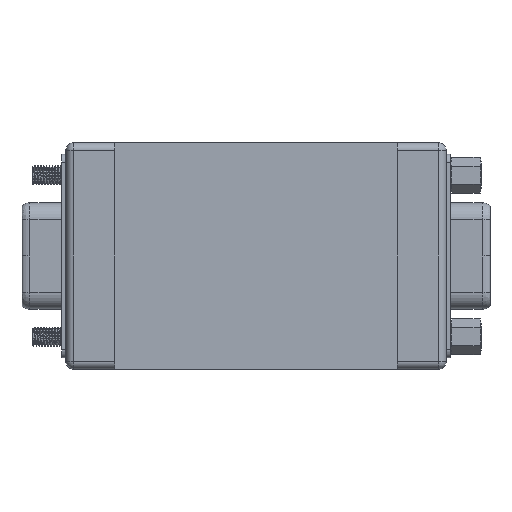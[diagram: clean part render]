
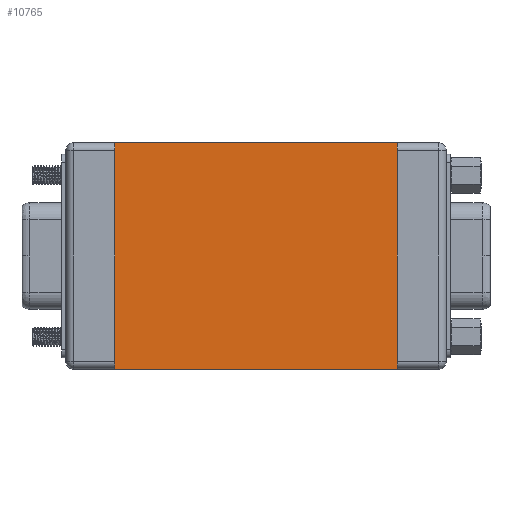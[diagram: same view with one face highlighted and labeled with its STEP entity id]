
A CAD part, front view. The second image highlights one B-rep face of the part: STEP entity #10765.
In plain terms, the highlighted planar face has unit normal (0, -1, 0).
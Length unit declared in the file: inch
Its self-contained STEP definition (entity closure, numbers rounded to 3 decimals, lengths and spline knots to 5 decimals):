
#927 = EDGE_LOOP ( 'NONE', ( #18673, #1877, #12464, #14614 ) ) ;
#1855 = DIRECTION ( 'NONE',  ( 0., 1., 0. ) ) ;
#1877 = ORIENTED_EDGE ( 'NONE', *, *, #5133, .F. ) ;
#2342 = EDGE_CURVE ( 'NONE', #5165, #30121, #6350, .T. ) ;
#2584 = VECTOR ( 'NONE', #16823, 39.37008 ) ;
#5133 = EDGE_CURVE ( 'NONE', #15537, #27279, #26893, .T. ) ;
#5165 = VERTEX_POINT ( 'NONE', #29661 ) ;
#6350 = LINE ( 'NONE', #21558, #23528 ) ;
#7492 = CARTESIAN_POINT ( 'NONE',  ( -0.85866, 0.3175, 1.35807 ) ) ;
#9274 = DIRECTION ( 'NONE',  ( 0., 0., 1. ) ) ;
#9438 = CARTESIAN_POINT ( 'NONE',  ( -0.85866, 0.3175, 1.35807 ) ) ;
#9579 = CARTESIAN_POINT ( 'NONE',  ( 0.85866, 0.3175, 1.35807 ) ) ;
#10765 = ADVANCED_FACE ( 'NONE', ( #27281 ), #31509, .F. ) ;
#12464 = ORIENTED_EDGE ( 'NONE', *, *, #15812, .T. ) ;
#13074 = VECTOR ( 'NONE', #29401, 39.37008 ) ;
#13602 = CARTESIAN_POINT ( 'NONE',  ( 0.85866, 0.3175, 0.69 ) ) ;
#14095 = DIRECTION ( 'NONE',  ( -1., 0., 0. ) ) ;
#14614 = ORIENTED_EDGE ( 'NONE', *, *, #2342, .F. ) ;
#15537 = VERTEX_POINT ( 'NONE', #31408 ) ;
#15812 = EDGE_CURVE ( 'NONE', #15537, #30121, #17434, .T. ) ;
#16823 = DIRECTION ( 'NONE',  ( 1., 0., 0. ) ) ;
#17434 = LINE ( 'NONE', #9438, #13074 ) ;
#18673 = ORIENTED_EDGE ( 'NONE', *, *, #27073, .F. ) ;
#21558 = CARTESIAN_POINT ( 'NONE',  ( 0., 0.3175, -0.69 ) ) ;
#21858 = CARTESIAN_POINT ( 'NONE',  ( 0., 0.3175, 0.69 ) ) ;
#22067 = LINE ( 'NONE', #9579, #26318 ) ;
#23528 = VECTOR ( 'NONE', #14095, 39.37008 ) ;
#26161 = CARTESIAN_POINT ( 'NONE',  ( -0.85866, 0.3175, -0.69 ) ) ;
#26318 = VECTOR ( 'NONE', #31988, 39.37008 ) ;
#26893 = LINE ( 'NONE', #21858, #2584 ) ;
#27073 = EDGE_CURVE ( 'NONE', #27279, #5165, #22067, .T. ) ;
#27279 = VERTEX_POINT ( 'NONE', #13602 ) ;
#27281 = FACE_OUTER_BOUND ( 'NONE', #927, .T. ) ;
#29401 = DIRECTION ( 'NONE',  ( 0., 0., -1. ) ) ;
#29661 = CARTESIAN_POINT ( 'NONE',  ( 0.85866, 0.3175, -0.69 ) ) ;
#30121 = VERTEX_POINT ( 'NONE', #26161 ) ;
#31408 = CARTESIAN_POINT ( 'NONE',  ( -0.85866, 0.3175, 0.69 ) ) ;
#31509 = PLANE ( 'NONE',  #31950 ) ;
#31950 = AXIS2_PLACEMENT_3D ( 'NONE', #7492, #1855, #9274 ) ;
#31988 = DIRECTION ( 'NONE',  ( 0., 0., -1. ) ) ;
